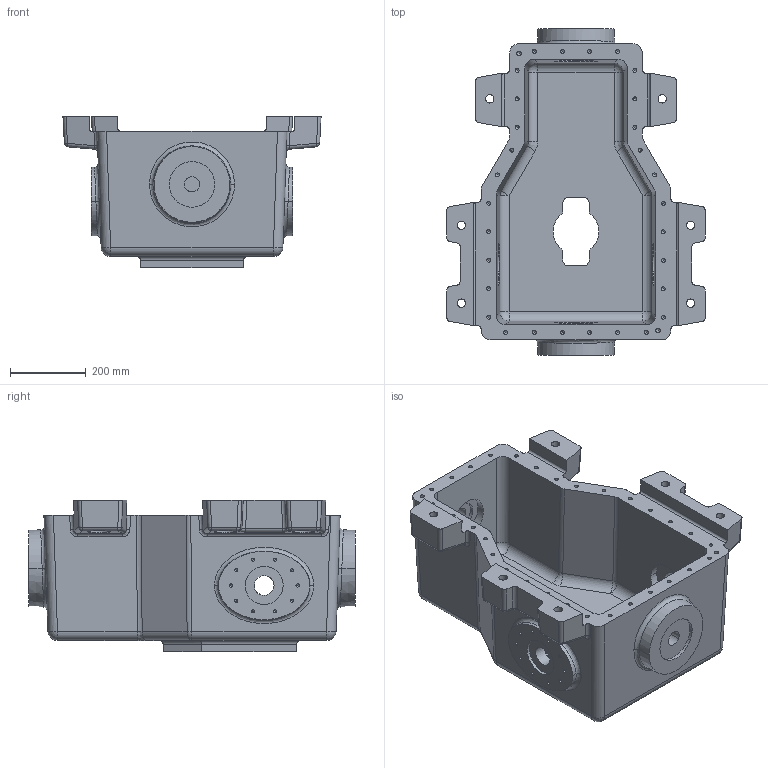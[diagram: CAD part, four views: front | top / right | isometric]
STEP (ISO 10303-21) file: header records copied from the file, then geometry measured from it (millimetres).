
FILE_DESCRIPTION(('CTC-02 geometry with PMI representation and/or presentation','from the NIST MBE PMI Validation and Conformance Testing Project - https://go.usa.gov/mGVm'),'2;1');
FILE_NAME('nist_ctc_02_asme1_ap242-e2.stp','2021-02-15T09:46:00+09:00',(''),(''),'','','');
FILE_SCHEMA (('AP242_MANAGED_MODEL_BASED_3D_ENGINEERING_MIM_LF { 1 0 10303 442 3 1 4 }'));
Length unit declared in the file: millimetre
Products named in the file (1): NIST Test Case 02
Bounding box: 680 x 860 x 400 mm (x, y, z)
Volume: 47106787.8 mm3; surface area: 2490716.6 mm2
Topology: 1 solids, 3 shells, 637 faces, 1707 edges, 1190 vertices
Faces by surface type: cylinder 314, cone 158, plane 107, bspline 34, sphere 24
Entity records: 22199 total; most frequent: CARTESIAN_POINT 5329, STYLED_ITEM 2895, ORIENTED_EDGE 2826, EDGE_CURVE 1416, AXIS2_PLACEMENT_3D 1359, VERTEX_POINT 876, VECTOR 775, LINE 775
